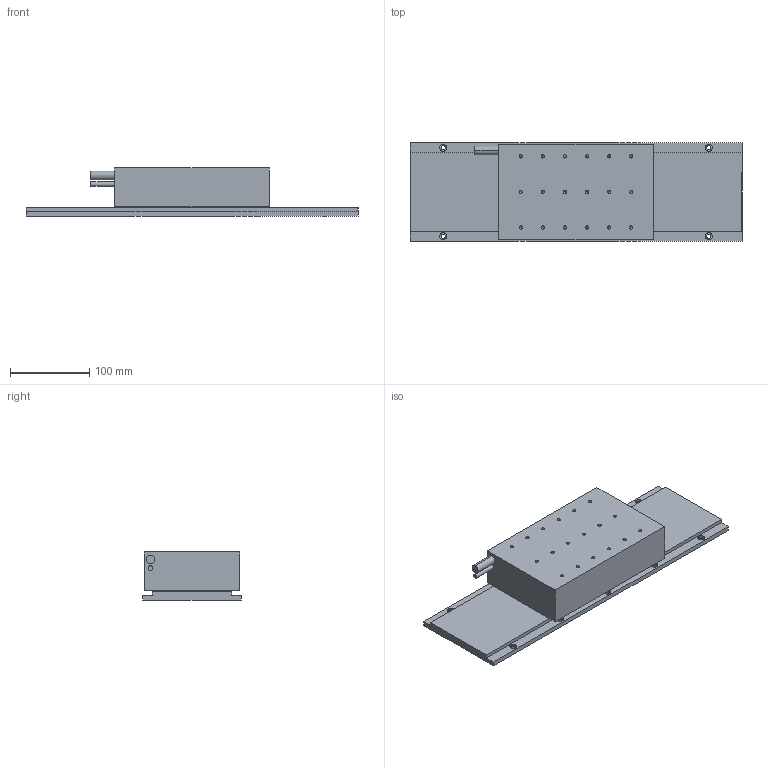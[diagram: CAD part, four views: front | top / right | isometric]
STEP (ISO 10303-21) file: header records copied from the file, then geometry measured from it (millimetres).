
FILE_DESCRIPTION (( 'STEP AP203' ), '1' );
FILE_NAME ('ZW8-H100.STEP', '2022-09-29T06:17:52', ( '' ), ( '' ), 'SwSTEP 2.0', 'SolidWorks 2020', '' );
FILE_SCHEMA (( 'CONFIG_CONTROL_DESIGN' ));
Length unit declared in the file: millimetre
Products named in the file (3): ZW8-H100-2; ZW8-H100-420MNS-A01; ZW8-H100
Assembly tree (2 placements, depth 2):
  ZW8-H100
    ZW8-H100-420MNS-A01
    ZW8-H100-2
Bounding box: 420 x 125 x 60.8 mm (x, y, z)
Volume: 1682456.3 mm3; surface area: 198860.3 mm2
Topology: 2 solids, 2 shells, 144 faces, 348 edges, 202 vertices
Faces by surface type: cylinder 80, cone 36, plane 28
Entity records: 4317 total; most frequent: DIRECTION 770, CARTESIAN_POINT 663, ORIENTED_EDGE 624, EDGE_CURVE 312, AXIS2_PLACEMENT_3D 309, VERTEX_POINT 202, EDGE_LOOP 194, CIRCLE 160
